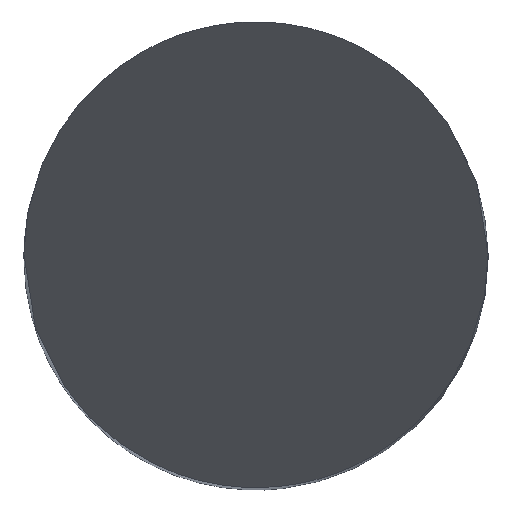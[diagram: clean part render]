
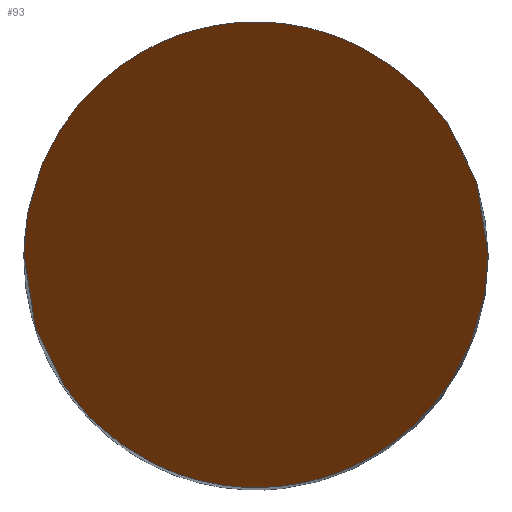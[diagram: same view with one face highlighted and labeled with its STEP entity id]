
A CAD part, top view. The second image highlights one B-rep face of the part: STEP entity #93.
In plain terms, the highlighted planar face has unit normal (0, -0.866, 0.5).
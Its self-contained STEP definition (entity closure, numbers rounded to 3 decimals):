
#53=PLANE('',#730);
#93=ADVANCED_FACE('',(#137),#53,.T.);
#137=FACE_OUTER_BOUND('',#176,.T.);
#176=EDGE_LOOP('',(#367,#368));
#367=ORIENTED_EDGE('',*,*,#583,.T.);
#368=ORIENTED_EDGE('',*,*,#538,.T.);
#477=VERTEX_POINT('',#980);
#478=VERTEX_POINT('',#981);
#538=EDGE_CURVE('',#477,#478,#661,.T.);
#583=EDGE_CURVE('',#478,#477,#666,.T.);
#661=(
BOUNDED_CURVE()
B_SPLINE_CURVE(3,(#976,#977,#978,#979),.UNSPECIFIED.,.F.,.F.)
B_SPLINE_CURVE_WITH_KNOTS((4,4),(0.,1.),.UNSPECIFIED.)
CURVE()
GEOMETRIC_REPRESENTATION_ITEM()
RATIONAL_B_SPLINE_CURVE((1.,0.333,0.333,1.))
REPRESENTATION_ITEM('')
);
#666=(
BOUNDED_CURVE()
B_SPLINE_CURVE(3,(#1213,#1214,#1215,#1216),.UNSPECIFIED.,.F.,.F.)
B_SPLINE_CURVE_WITH_KNOTS((4,4),(0.,1.),.UNSPECIFIED.)
CURVE()
GEOMETRIC_REPRESENTATION_ITEM()
RATIONAL_B_SPLINE_CURVE((1.,0.333,0.333,1.))
REPRESENTATION_ITEM('')
);
#730=AXIS2_PLACEMENT_3D('',#1254,#839,#840);
#839=DIRECTION('',(0.,-0.866,0.5));
#840=DIRECTION('',(0.,-0.5,-0.866));
#976=CARTESIAN_POINT('',(2.,0.,0.));
#977=CARTESIAN_POINT('',(2.,4.,6.928));
#978=CARTESIAN_POINT('',(-2.,4.,6.928));
#979=CARTESIAN_POINT('',(-2.,0.,0.));
#980=CARTESIAN_POINT('',(2.,0.,0.));
#981=CARTESIAN_POINT('',(-2.,0.,0.));
#1213=CARTESIAN_POINT('',(-2.,0.,0.));
#1214=CARTESIAN_POINT('',(-2.,-4.,-6.928));
#1215=CARTESIAN_POINT('',(2.,-4.,-6.928));
#1216=CARTESIAN_POINT('',(2.,0.,0.));
#1254=CARTESIAN_POINT('',(-47.701,2.,3.464));
